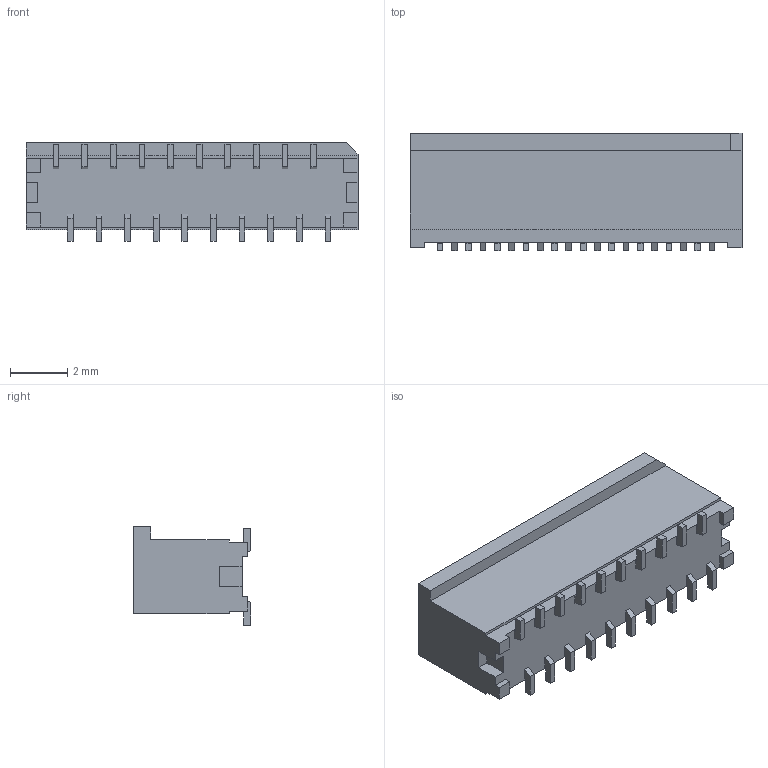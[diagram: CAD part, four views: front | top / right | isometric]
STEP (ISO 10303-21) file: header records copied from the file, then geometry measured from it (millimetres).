
FILE_DESCRIPTION((''),'2;1');
FILE_NAME('781272010','2016-12-05T',('ghp'),(''),'PRO/ENGINEER BY PARAMETRIC TECHNOLOGY CORPORATION, 2012310','PRO/ENGINEER BY PARAMETRIC TECHNOLOGY CORPORATION, 2012310','');
FILE_SCHEMA(('CONFIG_CONTROL_DESIGN'));
Length unit declared in the file: millimetre
Products named in the file (1): 781272010
Bounding box: 11.6 x 4.1 x 3.45 mm (x, y, z)
Volume: 96.5 mm3; surface area: 367.7 mm2
Topology: 1 solids, 1 shells, 514 faces, 1489 edges, 1018 vertices
Faces by surface type: plane 434, cylinder 80
Entity records: 16668 total; most frequent: CARTESIAN_POINT 3082, ORIENTED_EDGE 2818, DIRECTION 2599, EDGE_CURVE 1409, VECTOR 1329, LINE 1329, VERTEX_POINT 938, AXIS2_PLACEMENT_3D 635
